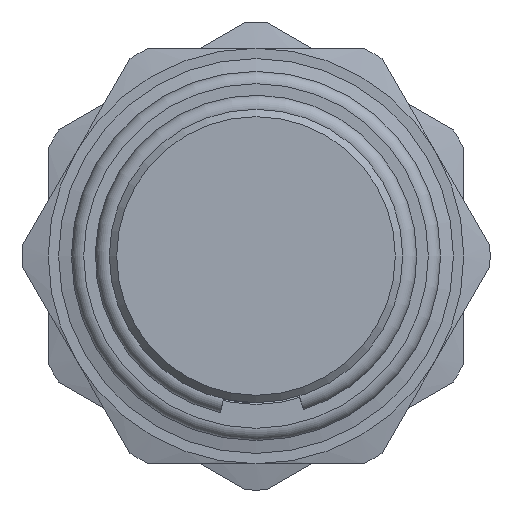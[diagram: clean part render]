
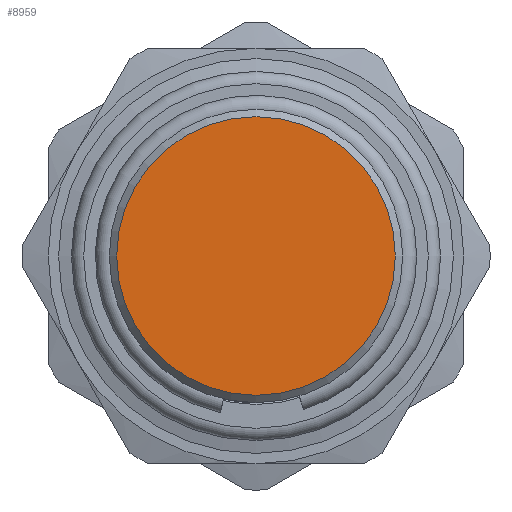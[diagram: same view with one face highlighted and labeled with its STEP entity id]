
A CAD part, left-side view. The second image highlights one B-rep face of the part: STEP entity #8959.
In plain terms, the highlighted planar face has unit normal (-1, 0, 0).
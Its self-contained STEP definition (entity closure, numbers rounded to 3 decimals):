
#306=PLANE('',#9643);
#626=FACE_OUTER_BOUND('',#1162,.T.);
#1162=EDGE_LOOP('',(#6351,#6352));
#3282=CIRCLE('',#9644,5.7);
#3283=CIRCLE('',#9645,5.7);
#3822=VERTEX_POINT('',#19727);
#3823=VERTEX_POINT('',#19728);
#4798=EDGE_CURVE('',#3822,#3823,#3282,.T.);
#4799=EDGE_CURVE('',#3823,#3822,#3283,.T.);
#6351=ORIENTED_EDGE('',*,*,#4798,.F.);
#6352=ORIENTED_EDGE('',*,*,#4799,.F.);
#8959=ADVANCED_FACE('',(#626),#306,.T.);
#9643=AXIS2_PLACEMENT_3D('',#19726,#10531,#10532);
#9644=AXIS2_PLACEMENT_3D('',#19729,#10533,#10534);
#9645=AXIS2_PLACEMENT_3D('',#19730,#10535,#10536);
#10531=DIRECTION('center_axis',(-1.,0.,0.));
#10532=DIRECTION('ref_axis',(0.,0.,1.));
#10533=DIRECTION('center_axis',(1.,0.,0.));
#10534=DIRECTION('ref_axis',(0.,1.,0.));
#10535=DIRECTION('center_axis',(1.,0.,0.));
#10536=DIRECTION('ref_axis',(0.,1.,0.));
#19726=CARTESIAN_POINT('Origin',(0.,5.35,0.));
#19727=CARTESIAN_POINT('',(0.,5.7,0.));
#19728=CARTESIAN_POINT('',(0.,-5.7,0.));
#19729=CARTESIAN_POINT('Origin',(0.,0.,0.));
#19730=CARTESIAN_POINT('Origin',(0.,0.,0.));
